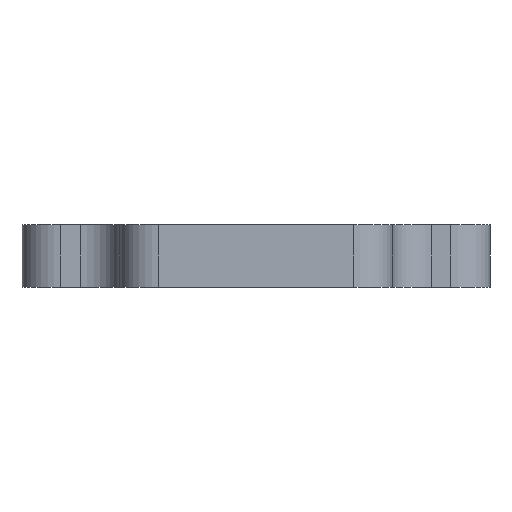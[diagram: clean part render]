
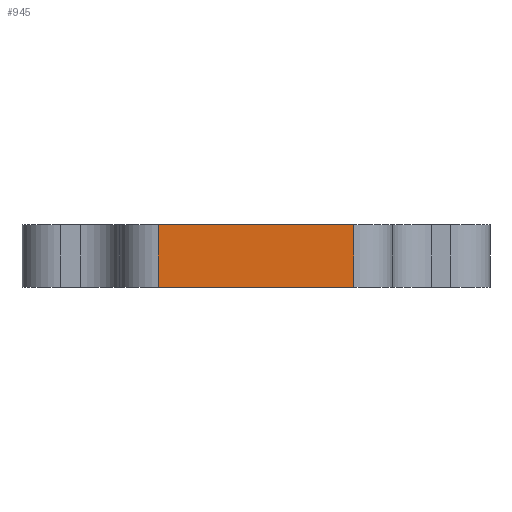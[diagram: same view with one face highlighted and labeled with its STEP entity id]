
A CAD part, front view. The second image highlights one B-rep face of the part: STEP entity #945.
In plain terms, the highlighted planar face has unit normal (0, -1, 0).
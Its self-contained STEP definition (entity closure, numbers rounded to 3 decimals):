
#29 = EDGE_CURVE ( 'NONE', #963, #726, #928, .T. ) ;
#39 = CARTESIAN_POINT ( 'NONE',  ( -17.5, 0., 0. ) ) ;
#40 = VERTEX_POINT ( 'NONE', #373 ) ;
#46 = DIRECTION ( 'NONE',  ( 0., 0., -1. ) ) ;
#81 = CARTESIAN_POINT ( 'NONE',  ( 0., 0., 8. ) ) ;
#95 = PLANE ( 'NONE',  #560 ) ;
#118 = VECTOR ( 'NONE', #467, 1000. ) ;
#138 = ORIENTED_EDGE ( 'NONE', *, *, #974, .T. ) ;
#168 = DIRECTION ( 'NONE',  ( 1., 0., 0. ) ) ;
#241 = LINE ( 'NONE', #317, #787 ) ;
#291 = CARTESIAN_POINT ( 'NONE',  ( 0., 0., 8. ) ) ;
#317 = CARTESIAN_POINT ( 'NONE',  ( -42.5, 0., 0. ) ) ;
#357 = CARTESIAN_POINT ( 'NONE',  ( -17.5, 0., 8. ) ) ;
#361 = CARTESIAN_POINT ( 'NONE',  ( 0., 0., 0. ) ) ;
#373 = CARTESIAN_POINT ( 'NONE',  ( -42.5, 0., 0. ) ) ;
#374 = DIRECTION ( 'NONE',  ( -1., 0., 0. ) ) ;
#407 = VECTOR ( 'NONE', #168, 1000. ) ;
#467 = DIRECTION ( 'NONE',  ( 1., 0., 0. ) ) ;
#488 = ORIENTED_EDGE ( 'NONE', *, *, #29, .F. ) ;
#507 = EDGE_LOOP ( 'NONE', ( #488, #635, #138, #873 ) ) ;
#514 = FACE_OUTER_BOUND ( 'NONE', #507, .T. ) ;
#522 = VECTOR ( 'NONE', #702, 1000. ) ;
#560 = AXIS2_PLACEMENT_3D ( 'NONE', #81, #999, #374 ) ;
#597 = VERTEX_POINT ( 'NONE', #39 ) ;
#635 = ORIENTED_EDGE ( 'NONE', *, *, #1159, .T. ) ;
#639 = LINE ( 'NONE', #361, #407 ) ;
#702 = DIRECTION ( 'NONE',  ( 0., 0., 1. ) ) ;
#726 = VERTEX_POINT ( 'NONE', #357 ) ;
#785 = LINE ( 'NONE', #1120, #522 ) ;
#787 = VECTOR ( 'NONE', #46, 1000. ) ;
#873 = ORIENTED_EDGE ( 'NONE', *, *, #893, .T. ) ;
#893 = EDGE_CURVE ( 'NONE', #597, #726, #785, .T. ) ;
#928 = LINE ( 'NONE', #291, #118 ) ;
#945 = ADVANCED_FACE ( 'NONE', ( #514 ), #95, .F. ) ;
#963 = VERTEX_POINT ( 'NONE', #1156 ) ;
#974 = EDGE_CURVE ( 'NONE', #40, #597, #639, .T. ) ;
#999 = DIRECTION ( 'NONE',  ( 0., 1., 0. ) ) ;
#1120 = CARTESIAN_POINT ( 'NONE',  ( -17.5, 0., 8. ) ) ;
#1156 = CARTESIAN_POINT ( 'NONE',  ( -42.5, 0., 8. ) ) ;
#1159 = EDGE_CURVE ( 'NONE', #963, #40, #241, .T. ) ;
